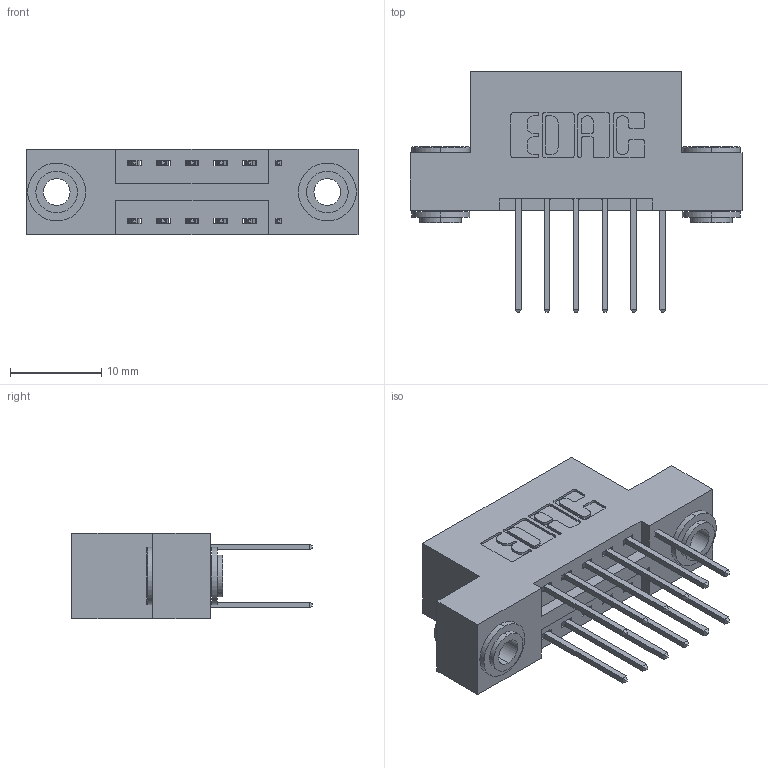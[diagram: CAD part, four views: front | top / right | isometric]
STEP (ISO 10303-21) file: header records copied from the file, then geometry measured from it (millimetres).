
FILE_DESCRIPTION (( 'STEP AP203' ), '1' );
FILE_NAME ('346-012-522-203.STEP', '2022-05-17T19:26:20', ( '' ), ( '' ), 'SwSTEP 2.0', 'SolidWorks 2020', '' );
FILE_SCHEMA (( 'CONFIG_CONTROL_DESIGN' ));
Length unit declared in the file: inch
Products named in the file (4): 345-292-001_345-293-122; 346-012-522-203; 345-250-002_345-250-002-102; 346 Part_Flush Mounting Lugs - 0.156 Dia-TH
Assembly tree (15 placements, depth 2):
  346-012-522-203
    346 Part_Flush Mounting Lugs - 0.156 Dia-TH
    345-292-001_345-293-122  x12
    345-250-002_345-250-002-102  x2
Bounding box: 36.45 x 26.42 x 9.4 mm (x, y, z)
Volume: 3316.9 mm3; surface area: 4472.8 mm2
Topology: 15 solids, 15 shells, 786 faces, 2259 edges, 1486 vertices
Faces by surface type: plane 510, cylinder 268, cone 8
Entity records: 9392 total; most frequent: CARTESIAN_POINT 1571, ORIENTED_EDGE 1494, DIRECTION 1469, EDGE_CURVE 747, LINE 571, VECTOR 571, VERTEX_POINT 494, AXIS2_PLACEMENT_3D 449
